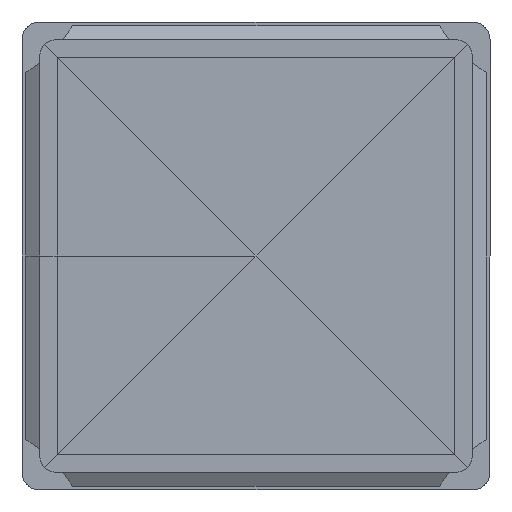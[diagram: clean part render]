
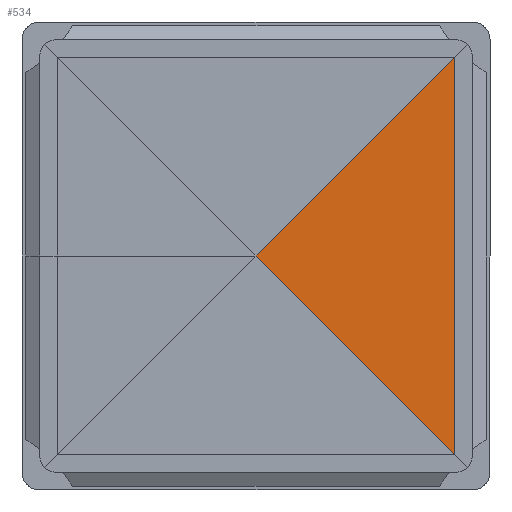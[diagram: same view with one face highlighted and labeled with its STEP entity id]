
A CAD part, front view. The second image highlights one B-rep face of the part: STEP entity #534.
In plain terms, the highlighted planar face has unit normal (0, -1, 0).
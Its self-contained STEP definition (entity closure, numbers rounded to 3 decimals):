
#11 = CARTESIAN_POINT ( 'NONE',  ( -4.675, 10.018, 4.675 ) ) ;
#19 = CARTESIAN_POINT ( 'NONE',  ( 34., 10.018, -33.5 ) ) ;
#27 = ORIENTED_EDGE ( 'NONE', *, *, #777, .T. ) ;
#106 = CIRCLE ( 'NONE', #1123, 0.5 ) ;
#119 = VERTEX_POINT ( 'NONE', #3248 ) ;
#194 = LINE ( 'NONE', #2673, #1392 ) ;
#202 = DIRECTION ( 'NONE',  ( 0., -1., 0. ) ) ;
#246 = VERTEX_POINT ( 'NONE', #3303 ) ;
#278 = LINE ( 'NONE', #11, #2826 ) ;
#364 = DIRECTION ( 'NONE',  ( -1., 0., 0. ) ) ;
#387 = VERTEX_POINT ( 'NONE', #19 ) ;
#408 = DIRECTION ( 'NONE',  ( 0.707, 0., 0.707 ) ) ;
#433 = PLANE ( 'NONE',  #1569 ) ;
#530 = EDGE_LOOP ( 'NONE', ( #1497, #1867, #3401, #27, #1028 ) ) ;
#534 = ADVANCED_FACE ( 'NONE', ( #674 ), #433, .F. ) ;
#674 = FACE_OUTER_BOUND ( 'NONE', #530, .T. ) ;
#777 = EDGE_CURVE ( 'NONE', #3483, #246, #278, .T. ) ;
#861 = DIRECTION ( 'NONE',  ( 0.707, 0., -0.707 ) ) ;
#1028 = ORIENTED_EDGE ( 'NONE', *, *, #2505, .T. ) ;
#1068 = VERTEX_POINT ( 'NONE', #2243 ) ;
#1123 = AXIS2_PLACEMENT_3D ( 'NONE', #1599, #202, #1299 ) ;
#1299 = DIRECTION ( 'NONE',  ( -1., 0., 0. ) ) ;
#1392 = VECTOR ( 'NONE', #2935, 1000. ) ;
#1427 = EDGE_CURVE ( 'NONE', #1068, #119, #106, .T. ) ;
#1497 = ORIENTED_EDGE ( 'NONE', *, *, #2228, .T. ) ;
#1569 = AXIS2_PLACEMENT_3D ( 'NONE', #1734, #3350, #2301 ) ;
#1599 = CARTESIAN_POINT ( 'NONE',  ( 33.5, 10.018, 33.5 ) ) ;
#1729 = CARTESIAN_POINT ( 'NONE',  ( 33.5, 10.018, -33.5 ) ) ;
#1734 = CARTESIAN_POINT ( 'NONE',  ( 34., 10.018, -43.35 ) ) ;
#1753 = CARTESIAN_POINT ( 'NONE',  ( -4.675, 10.018, -4.675 ) ) ;
#1867 = ORIENTED_EDGE ( 'NONE', *, *, #1427, .T. ) ;
#1918 = CARTESIAN_POINT ( 'NONE',  ( 0., 10.018, 0. ) ) ;
#2228 = EDGE_CURVE ( 'NONE', #387, #1068, #194, .T. ) ;
#2240 = VECTOR ( 'NONE', #408, 1000. ) ;
#2243 = CARTESIAN_POINT ( 'NONE',  ( 34., 10.018, 33.5 ) ) ;
#2301 = DIRECTION ( 'NONE',  ( -1., 0., 0. ) ) ;
#2505 = EDGE_CURVE ( 'NONE', #246, #387, #3093, .T. ) ;
#2673 = CARTESIAN_POINT ( 'NONE',  ( 34., 10.018, -43.35 ) ) ;
#2682 = EDGE_CURVE ( 'NONE', #3483, #119, #3373, .T. ) ;
#2826 = VECTOR ( 'NONE', #861, 1000. ) ;
#2841 = DIRECTION ( 'NONE',  ( 0., -1., 0. ) ) ;
#2935 = DIRECTION ( 'NONE',  ( 0., 0., 1. ) ) ;
#3093 = CIRCLE ( 'NONE', #3372, 0.5 ) ;
#3248 = CARTESIAN_POINT ( 'NONE',  ( 33.854, 10.018, 33.854 ) ) ;
#3303 = CARTESIAN_POINT ( 'NONE',  ( 33.854, 10.018, -33.854 ) ) ;
#3350 = DIRECTION ( 'NONE',  ( 0., 1., 0. ) ) ;
#3372 = AXIS2_PLACEMENT_3D ( 'NONE', #1729, #2841, #364 ) ;
#3373 = LINE ( 'NONE', #1753, #2240 ) ;
#3401 = ORIENTED_EDGE ( 'NONE', *, *, #2682, .F. ) ;
#3483 = VERTEX_POINT ( 'NONE', #1918 ) ;
